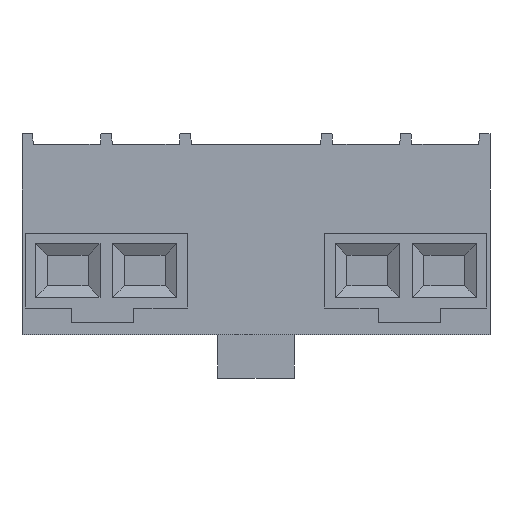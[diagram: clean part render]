
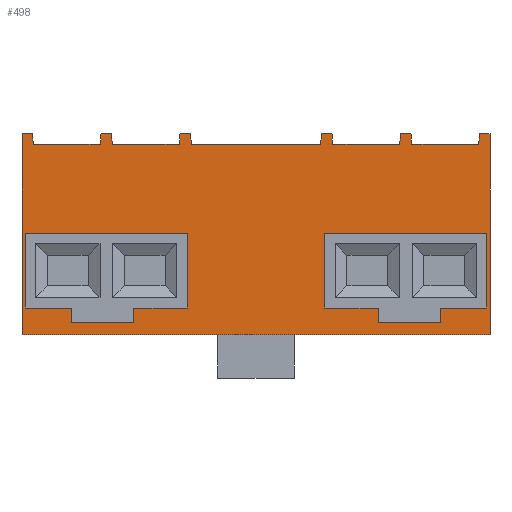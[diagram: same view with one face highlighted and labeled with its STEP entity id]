
A CAD part, front view. The second image highlights one B-rep face of the part: STEP entity #498.
In plain terms, the highlighted planar face has unit normal (0, -1, 0).
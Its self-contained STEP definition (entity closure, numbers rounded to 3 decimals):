
#167=CARTESIAN_POINT('',(0.,1.5,0.));
#168=DIRECTION('',(0.,1.,0.));
#169=DIRECTION('',(0.,0.,1.));
#170=AXIS2_PLACEMENT_3D('',#167,#168,#169);
#171=PLANE('',#170);
#172=CARTESIAN_POINT('',(29.1,1.5,9.75));
#173=VERTEX_POINT('',#172);
#174=CARTESIAN_POINT('',(29.1,1.5,2.55));
#175=VERTEX_POINT('',#174);
#176=CARTESIAN_POINT('',(29.1,1.5,9.75));
#177=DIRECTION('',(0.,0.,-1.));
#178=VECTOR('',#177,7.2);
#179=LINE('',#176,#178);
#180=EDGE_CURVE('',#173,#175,#179,.T.);
#181=ORIENTED_EDGE('',*,*,#180,.F.);
#182=CARTESIAN_POINT('',(44.7,1.5,9.75));
#183=VERTEX_POINT('',#182);
#184=CARTESIAN_POINT('',(44.7,1.5,9.75));
#185=DIRECTION('',(-1.,0.,0.));
#186=VECTOR('',#185,15.6);
#187=LINE('',#184,#186);
#188=EDGE_CURVE('',#183,#173,#187,.T.);
#189=ORIENTED_EDGE('',*,*,#188,.F.);
#190=CARTESIAN_POINT('',(44.7,1.5,2.55));
#191=VERTEX_POINT('',#190);
#192=CARTESIAN_POINT('',(44.7,1.5,2.55));
#193=DIRECTION('',(0.,0.,1.));
#194=VECTOR('',#193,7.2);
#195=LINE('',#192,#194);
#196=EDGE_CURVE('',#191,#183,#195,.T.);
#197=ORIENTED_EDGE('',*,*,#196,.F.);
#198=CARTESIAN_POINT('',(40.25,1.5,2.55));
#199=VERTEX_POINT('',#198);
#200=CARTESIAN_POINT('',(40.25,1.5,2.55));
#201=DIRECTION('',(1.,0.,-0.));
#202=VECTOR('',#201,4.45);
#203=LINE('',#200,#202);
#204=EDGE_CURVE('',#199,#191,#203,.T.);
#205=ORIENTED_EDGE('',*,*,#204,.F.);
#206=CARTESIAN_POINT('',(40.25,1.5,1.2));
#207=VERTEX_POINT('',#206);
#208=CARTESIAN_POINT('',(40.25,1.5,1.2));
#209=DIRECTION('',(0.,0.,1.));
#210=VECTOR('',#209,1.35);
#211=LINE('',#208,#210);
#212=EDGE_CURVE('',#207,#199,#211,.T.);
#213=ORIENTED_EDGE('',*,*,#212,.F.);
#214=CARTESIAN_POINT('',(34.25,1.5,1.2));
#215=VERTEX_POINT('',#214);
#216=CARTESIAN_POINT('',(34.25,1.5,1.2));
#217=DIRECTION('',(1.,0.,-0.));
#218=VECTOR('',#217,6.);
#219=LINE('',#216,#218);
#220=EDGE_CURVE('',#215,#207,#219,.T.);
#221=ORIENTED_EDGE('',*,*,#220,.F.);
#222=CARTESIAN_POINT('',(34.25,1.5,2.55));
#223=VERTEX_POINT('',#222);
#224=CARTESIAN_POINT('',(34.25,1.5,2.55));
#225=DIRECTION('',(0.,0.,-1.));
#226=VECTOR('',#225,1.35);
#227=LINE('',#224,#226);
#228=EDGE_CURVE('',#223,#215,#227,.T.);
#229=ORIENTED_EDGE('',*,*,#228,.F.);
#230=CARTESIAN_POINT('',(29.1,1.5,2.55));
#231=DIRECTION('',(1.,0.,-0.));
#232=VECTOR('',#231,5.15);
#233=LINE('',#230,#232);
#234=EDGE_CURVE('',#175,#223,#233,.T.);
#235=ORIENTED_EDGE('',*,*,#234,.F.);
#236=EDGE_LOOP('',(#181,#189,#197,#205,#213,#221,#229,#235));
#237=FACE_BOUND('',#236,.T.);
#238=CARTESIAN_POINT('',(37.487,1.5,18.3));
#239=VERTEX_POINT('',#238);
#240=CARTESIAN_POINT('',(43.913,1.5,18.3));
#241=VERTEX_POINT('',#240);
#242=CARTESIAN_POINT('',(37.487,1.5,18.3));
#243=DIRECTION('',(1.,0.,-0.));
#244=VECTOR('',#243,6.425);
#245=LINE('',#242,#244);
#246=EDGE_CURVE('',#239,#241,#245,.T.);
#247=ORIENTED_EDGE('',*,*,#246,.F.);
#248=CARTESIAN_POINT('',(37.4,1.5,19.3));
#249=VERTEX_POINT('',#248);
#250=CARTESIAN_POINT('',(37.4,1.5,19.3));
#251=DIRECTION('',(0.087,0.,-0.996));
#252=VECTOR('',#251,1.004);
#253=LINE('',#250,#252);
#254=EDGE_CURVE('',#249,#239,#253,.T.);
#255=ORIENTED_EDGE('',*,*,#254,.F.);
#256=CARTESIAN_POINT('',(36.4,1.5,19.3));
#257=VERTEX_POINT('',#256);
#258=CARTESIAN_POINT('',(36.4,1.5,19.3));
#259=DIRECTION('',(1.,0.,-0.));
#260=VECTOR('',#259,1.);
#261=LINE('',#258,#260);
#262=EDGE_CURVE('',#257,#249,#261,.T.);
#263=ORIENTED_EDGE('',*,*,#262,.F.);
#264=CARTESIAN_POINT('',(36.313,1.5,18.3));
#265=VERTEX_POINT('',#264);
#266=CARTESIAN_POINT('',(36.313,1.5,18.3));
#267=DIRECTION('',(0.087,0.,0.996));
#268=VECTOR('',#267,1.004);
#269=LINE('',#266,#268);
#270=EDGE_CURVE('',#265,#257,#269,.T.);
#271=ORIENTED_EDGE('',*,*,#270,.F.);
#272=CARTESIAN_POINT('',(29.887,1.5,18.3));
#273=VERTEX_POINT('',#272);
#274=CARTESIAN_POINT('',(29.887,1.5,18.3));
#275=DIRECTION('',(1.,0.,-0.));
#276=VECTOR('',#275,6.425);
#277=LINE('',#274,#276);
#278=EDGE_CURVE('',#273,#265,#277,.T.);
#279=ORIENTED_EDGE('',*,*,#278,.F.);
#280=CARTESIAN_POINT('',(29.8,1.5,19.3));
#281=VERTEX_POINT('',#280);
#282=CARTESIAN_POINT('',(29.8,1.5,19.3));
#283=DIRECTION('',(0.087,0.,-0.996));
#284=VECTOR('',#283,1.004);
#285=LINE('',#282,#284);
#286=EDGE_CURVE('',#281,#273,#285,.T.);
#287=ORIENTED_EDGE('',*,*,#286,.F.);
#288=CARTESIAN_POINT('',(28.8,1.5,19.3));
#289=VERTEX_POINT('',#288);
#290=CARTESIAN_POINT('',(28.8,1.5,19.3));
#291=DIRECTION('',(1.,0.,-0.));
#292=VECTOR('',#291,1.);
#293=LINE('',#290,#292);
#294=EDGE_CURVE('',#289,#281,#293,.T.);
#295=ORIENTED_EDGE('',*,*,#294,.F.);
#296=CARTESIAN_POINT('',(28.713,1.5,18.3));
#297=VERTEX_POINT('',#296);
#298=CARTESIAN_POINT('',(28.713,1.5,18.3));
#299=DIRECTION('',(0.087,0.,0.996));
#300=VECTOR('',#299,1.004);
#301=LINE('',#298,#300);
#302=EDGE_CURVE('',#297,#289,#301,.T.);
#303=ORIENTED_EDGE('',*,*,#302,.F.);
#304=CARTESIAN_POINT('',(16.287,1.5,18.3));
#305=VERTEX_POINT('',#304);
#306=CARTESIAN_POINT('',(16.287,1.5,18.3));
#307=DIRECTION('',(1.,0.,-0.));
#308=VECTOR('',#307,12.425);
#309=LINE('',#306,#308);
#310=EDGE_CURVE('',#305,#297,#309,.T.);
#311=ORIENTED_EDGE('',*,*,#310,.F.);
#312=CARTESIAN_POINT('',(16.2,1.5,19.3));
#313=VERTEX_POINT('',#312);
#314=CARTESIAN_POINT('',(16.2,1.5,19.3));
#315=DIRECTION('',(0.087,0.,-0.996));
#316=VECTOR('',#315,1.004);
#317=LINE('',#314,#316);
#318=EDGE_CURVE('',#313,#305,#317,.T.);
#319=ORIENTED_EDGE('',*,*,#318,.F.);
#320=CARTESIAN_POINT('',(15.2,1.5,19.3));
#321=VERTEX_POINT('',#320);
#322=CARTESIAN_POINT('',(15.2,1.5,19.3));
#323=DIRECTION('',(1.,0.,-0.));
#324=VECTOR('',#323,1.);
#325=LINE('',#322,#324);
#326=EDGE_CURVE('',#321,#313,#325,.T.);
#327=ORIENTED_EDGE('',*,*,#326,.F.);
#328=CARTESIAN_POINT('',(15.113,1.5,18.3));
#329=VERTEX_POINT('',#328);
#330=CARTESIAN_POINT('',(15.113,1.5,18.3));
#331=DIRECTION('',(0.087,0.,0.996));
#332=VECTOR('',#331,1.004);
#333=LINE('',#330,#332);
#334=EDGE_CURVE('',#329,#321,#333,.T.);
#335=ORIENTED_EDGE('',*,*,#334,.F.);
#336=CARTESIAN_POINT('',(8.687,1.5,18.3));
#337=VERTEX_POINT('',#336);
#338=CARTESIAN_POINT('',(8.687,1.5,18.3));
#339=DIRECTION('',(1.,0.,-0.));
#340=VECTOR('',#339,6.425);
#341=LINE('',#338,#340);
#342=EDGE_CURVE('',#337,#329,#341,.T.);
#343=ORIENTED_EDGE('',*,*,#342,.F.);
#344=CARTESIAN_POINT('',(8.6,1.5,19.3));
#345=VERTEX_POINT('',#344);
#346=CARTESIAN_POINT('',(8.6,1.5,19.3));
#347=DIRECTION('',(0.087,0.,-0.996));
#348=VECTOR('',#347,1.004);
#349=LINE('',#346,#348);
#350=EDGE_CURVE('',#345,#337,#349,.T.);
#351=ORIENTED_EDGE('',*,*,#350,.F.);
#352=CARTESIAN_POINT('',(7.6,1.5,19.3));
#353=VERTEX_POINT('',#352);
#354=CARTESIAN_POINT('',(7.6,1.5,19.3));
#355=DIRECTION('',(1.,0.,-0.));
#356=VECTOR('',#355,1.);
#357=LINE('',#354,#356);
#358=EDGE_CURVE('',#353,#345,#357,.T.);
#359=ORIENTED_EDGE('',*,*,#358,.F.);
#360=CARTESIAN_POINT('',(7.513,1.5,18.3));
#361=VERTEX_POINT('',#360);
#362=CARTESIAN_POINT('',(7.513,1.5,18.3));
#363=DIRECTION('',(0.087,0.,0.996));
#364=VECTOR('',#363,1.004);
#365=LINE('',#362,#364);
#366=EDGE_CURVE('',#361,#353,#365,.T.);
#367=ORIENTED_EDGE('',*,*,#366,.F.);
#368=CARTESIAN_POINT('',(1.087,1.5,18.3));
#369=VERTEX_POINT('',#368);
#370=CARTESIAN_POINT('',(1.087,1.5,18.3));
#371=DIRECTION('',(1.,0.,-0.));
#372=VECTOR('',#371,6.425);
#373=LINE('',#370,#372);
#374=EDGE_CURVE('',#369,#361,#373,.T.);
#375=ORIENTED_EDGE('',*,*,#374,.F.);
#376=CARTESIAN_POINT('',(1.,1.5,19.3));
#377=VERTEX_POINT('',#376);
#378=CARTESIAN_POINT('',(1.,1.5,19.3));
#379=DIRECTION('',(0.087,0.,-0.996));
#380=VECTOR('',#379,1.004);
#381=LINE('',#378,#380);
#382=EDGE_CURVE('',#377,#369,#381,.T.);
#383=ORIENTED_EDGE('',*,*,#382,.F.);
#384=CARTESIAN_POINT('',(0.,1.5,19.3));
#385=VERTEX_POINT('',#384);
#386=CARTESIAN_POINT('',(0.,1.5,19.3));
#387=DIRECTION('',(1.,0.,-0.));
#388=VECTOR('',#387,1.);
#389=LINE('',#386,#388);
#390=EDGE_CURVE('',#385,#377,#389,.T.);
#391=ORIENTED_EDGE('',*,*,#390,.F.);
#392=CARTESIAN_POINT('',(0.,1.5,0.));
#393=VERTEX_POINT('',#392);
#394=CARTESIAN_POINT('',(0.,1.5,0.));
#395=DIRECTION('',(-0.,0.,1.));
#396=VECTOR('',#395,19.3);
#397=LINE('',#394,#396);
#398=EDGE_CURVE('',#393,#385,#397,.T.);
#399=ORIENTED_EDGE('',*,*,#398,.F.);
#400=CARTESIAN_POINT('',(45.,1.5,0.));
#401=VERTEX_POINT('',#400);
#402=CARTESIAN_POINT('',(45.,1.5,0.));
#403=DIRECTION('',(-1.,0.,0.));
#404=VECTOR('',#403,45.);
#405=LINE('',#402,#404);
#406=EDGE_CURVE('',#401,#393,#405,.T.);
#407=ORIENTED_EDGE('',*,*,#406,.F.);
#408=CARTESIAN_POINT('',(45.,1.5,19.3));
#409=VERTEX_POINT('',#408);
#410=CARTESIAN_POINT('',(45.,1.5,19.3));
#411=DIRECTION('',(0.,0.,-1.));
#412=VECTOR('',#411,19.3);
#413=LINE('',#410,#412);
#414=EDGE_CURVE('',#409,#401,#413,.T.);
#415=ORIENTED_EDGE('',*,*,#414,.F.);
#416=CARTESIAN_POINT('',(44.,1.5,19.3));
#417=VERTEX_POINT('',#416);
#418=CARTESIAN_POINT('',(44.,1.5,19.3));
#419=DIRECTION('',(1.,0.,-0.));
#420=VECTOR('',#419,1.);
#421=LINE('',#418,#420);
#422=EDGE_CURVE('',#417,#409,#421,.T.);
#423=ORIENTED_EDGE('',*,*,#422,.F.);
#424=CARTESIAN_POINT('',(43.913,1.5,18.3));
#425=DIRECTION('',(0.087,0.,0.996));
#426=VECTOR('',#425,1.004);
#427=LINE('',#424,#426);
#428=EDGE_CURVE('',#241,#417,#427,.T.);
#429=ORIENTED_EDGE('',*,*,#428,.F.);
#430=EDGE_LOOP('',(#247,#255,#263,#271,#279,#287,#295,#303,#311,#319,#327,#335,#343,#351,#359,#367,#375,#383,#391,#399,#407,#415,#423,#429));
#431=FACE_BOUND('',#430,.T.);
#432=CARTESIAN_POINT('',(0.3,1.5,9.75));
#433=VERTEX_POINT('',#432);
#434=CARTESIAN_POINT('',(0.3,1.5,2.55));
#435=VERTEX_POINT('',#434);
#436=CARTESIAN_POINT('',(0.3,1.5,9.75));
#437=DIRECTION('',(0.,0.,-1.));
#438=VECTOR('',#437,7.2);
#439=LINE('',#436,#438);
#440=EDGE_CURVE('',#433,#435,#439,.T.);
#441=ORIENTED_EDGE('',*,*,#440,.F.);
#442=CARTESIAN_POINT('',(15.9,1.5,9.75));
#443=VERTEX_POINT('',#442);
#444=CARTESIAN_POINT('',(15.9,1.5,9.75));
#445=DIRECTION('',(-1.,0.,0.));
#446=VECTOR('',#445,15.6);
#447=LINE('',#444,#446);
#448=EDGE_CURVE('',#443,#433,#447,.T.);
#449=ORIENTED_EDGE('',*,*,#448,.F.);
#450=CARTESIAN_POINT('',(15.9,1.5,2.55));
#451=VERTEX_POINT('',#450);
#452=CARTESIAN_POINT('',(15.9,1.5,2.55));
#453=DIRECTION('',(0.,0.,1.));
#454=VECTOR('',#453,7.2);
#455=LINE('',#452,#454);
#456=EDGE_CURVE('',#451,#443,#455,.T.);
#457=ORIENTED_EDGE('',*,*,#456,.F.);
#458=CARTESIAN_POINT('',(10.75,1.5,2.55));
#459=VERTEX_POINT('',#458);
#460=CARTESIAN_POINT('',(10.75,1.5,2.55));
#461=DIRECTION('',(1.,0.,-0.));
#462=VECTOR('',#461,5.15);
#463=LINE('',#460,#462);
#464=EDGE_CURVE('',#459,#451,#463,.T.);
#465=ORIENTED_EDGE('',*,*,#464,.F.);
#466=CARTESIAN_POINT('',(10.75,1.5,1.2));
#467=VERTEX_POINT('',#466);
#468=CARTESIAN_POINT('',(10.75,1.5,1.2));
#469=DIRECTION('',(0.,0.,1.));
#470=VECTOR('',#469,1.35);
#471=LINE('',#468,#470);
#472=EDGE_CURVE('',#467,#459,#471,.T.);
#473=ORIENTED_EDGE('',*,*,#472,.F.);
#474=CARTESIAN_POINT('',(4.75,1.5,1.2));
#475=VERTEX_POINT('',#474);
#476=CARTESIAN_POINT('',(4.75,1.5,1.2));
#477=DIRECTION('',(1.,0.,-0.));
#478=VECTOR('',#477,6.);
#479=LINE('',#476,#478);
#480=EDGE_CURVE('',#475,#467,#479,.T.);
#481=ORIENTED_EDGE('',*,*,#480,.F.);
#482=CARTESIAN_POINT('',(4.75,1.5,2.55));
#483=VERTEX_POINT('',#482);
#484=CARTESIAN_POINT('',(4.75,1.5,2.55));
#485=DIRECTION('',(0.,0.,-1.));
#486=VECTOR('',#485,1.35);
#487=LINE('',#484,#486);
#488=EDGE_CURVE('',#483,#475,#487,.T.);
#489=ORIENTED_EDGE('',*,*,#488,.F.);
#490=CARTESIAN_POINT('',(0.3,1.5,2.55));
#491=DIRECTION('',(1.,0.,-0.));
#492=VECTOR('',#491,4.45);
#493=LINE('',#490,#492);
#494=EDGE_CURVE('',#435,#483,#493,.T.);
#495=ORIENTED_EDGE('',*,*,#494,.F.);
#496=EDGE_LOOP('',(#441,#449,#457,#465,#473,#481,#489,#495));
#497=FACE_BOUND('',#496,.T.);
#498=ADVANCED_FACE('',(#237,#431,#497),#171,.F.);
